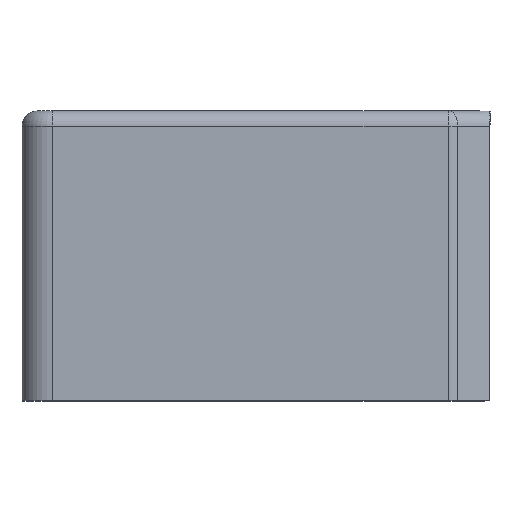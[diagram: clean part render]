
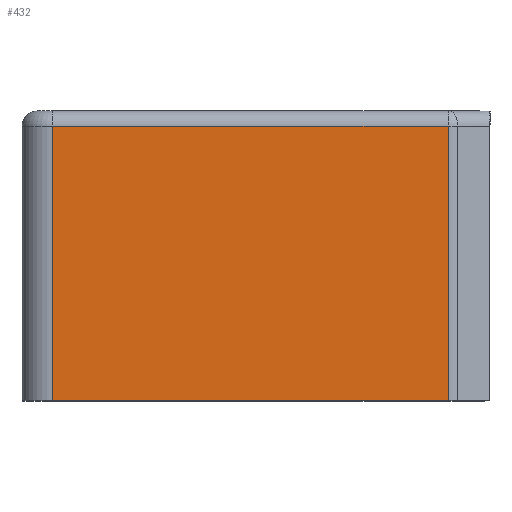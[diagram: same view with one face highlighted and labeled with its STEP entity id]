
A CAD part, top view. The second image highlights one B-rep face of the part: STEP entity #432.
In plain terms, the highlighted planar face has unit normal (0, 0, 1).
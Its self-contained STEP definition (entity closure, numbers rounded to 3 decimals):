
#1 = EDGE_LOOP ( 'NONE', ( #535, #1808, #1388, #491 ) ) ;
#6 = VECTOR ( 'NONE', #1502, 1000. ) ;
#67 = DIRECTION ( 'NONE',  ( 0., 0., -1. ) ) ;
#110 = EDGE_CURVE ( 'NONE', #541, #1795, #1576, .T. ) ;
#183 = CARTESIAN_POINT ( 'NONE',  ( 15.36, -9.5, 12.54 ) ) ;
#355 = EDGE_CURVE ( 'NONE', #1294, #541, #1467, .T. ) ;
#432 = ADVANCED_FACE ( 'NONE', ( #1239 ), #662, .F. ) ;
#441 = CARTESIAN_POINT ( 'NONE',  ( 13.986, -9.5, 12.54 ) ) ;
#491 = ORIENTED_EDGE ( 'NONE', *, *, #110, .T. ) ;
#500 = VECTOR ( 'NONE', #1044, 1000. ) ;
#535 = ORIENTED_EDGE ( 'NONE', *, *, #871, .F. ) ;
#541 = VERTEX_POINT ( 'NONE', #1271 ) ;
#662 = PLANE ( 'NONE',  #1374 ) ;
#866 = CARTESIAN_POINT ( 'NONE',  ( 1., 0., 12.54 ) ) ;
#871 = EDGE_CURVE ( 'NONE', #1721, #1795, #1481, .T. ) ;
#1001 = CARTESIAN_POINT ( 'NONE',  ( 13.986, -0.5, 12.54 ) ) ;
#1044 = DIRECTION ( 'NONE',  ( 0., 1., 0. ) ) ;
#1212 = DIRECTION ( 'NONE',  ( 0., 1., 0. ) ) ;
#1219 = VECTOR ( 'NONE', #1852, 1000. ) ;
#1239 = FACE_OUTER_BOUND ( 'NONE', #1, .T. ) ;
#1271 = CARTESIAN_POINT ( 'NONE',  ( 1., -0.5, 12.54 ) ) ;
#1294 = VERTEX_POINT ( 'NONE', #1565 ) ;
#1325 = LINE ( 'NONE', #1001, #500 ) ;
#1374 = AXIS2_PLACEMENT_3D ( 'NONE', #1495, #67, #1212 ) ;
#1388 = ORIENTED_EDGE ( 'NONE', *, *, #355, .T. ) ;
#1396 = EDGE_CURVE ( 'NONE', #1721, #1294, #1325, .T. ) ;
#1461 = CARTESIAN_POINT ( 'NONE',  ( 1., -9.5, 12.54 ) ) ;
#1467 = LINE ( 'NONE', #1476, #1549 ) ;
#1476 = CARTESIAN_POINT ( 'NONE',  ( 15.36, -0.5, 12.54 ) ) ;
#1481 = LINE ( 'NONE', #183, #6 ) ;
#1495 = CARTESIAN_POINT ( 'NONE',  ( 15.36, 0., 12.54 ) ) ;
#1502 = DIRECTION ( 'NONE',  ( -1., 0., 0. ) ) ;
#1524 = DIRECTION ( 'NONE',  ( -1., 0., 0. ) ) ;
#1549 = VECTOR ( 'NONE', #1524, 1000. ) ;
#1565 = CARTESIAN_POINT ( 'NONE',  ( 13.986, -0.5, 12.54 ) ) ;
#1576 = LINE ( 'NONE', #866, #1219 ) ;
#1721 = VERTEX_POINT ( 'NONE', #441 ) ;
#1795 = VERTEX_POINT ( 'NONE', #1461 ) ;
#1808 = ORIENTED_EDGE ( 'NONE', *, *, #1396, .T. ) ;
#1852 = DIRECTION ( 'NONE',  ( 0., -1., 0. ) ) ;
